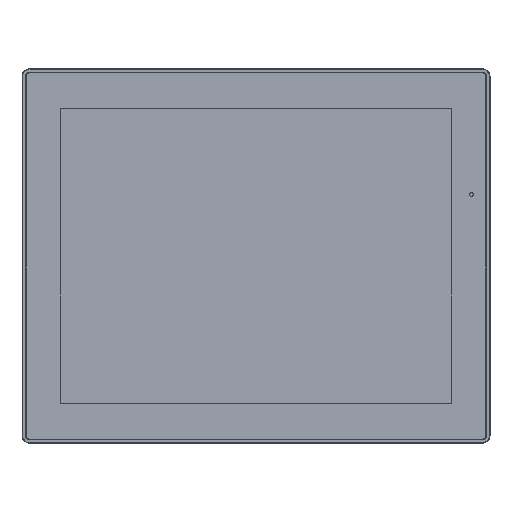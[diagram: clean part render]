
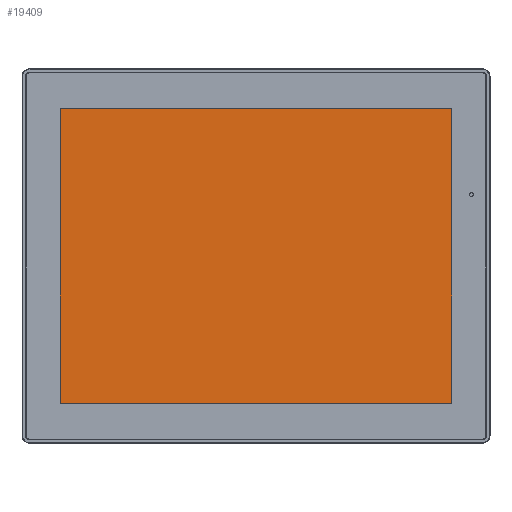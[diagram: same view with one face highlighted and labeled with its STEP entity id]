
A CAD part, top view. The second image highlights one B-rep face of the part: STEP entity #19409.
In plain terms, the highlighted planar face has unit normal (0, 0, 1).
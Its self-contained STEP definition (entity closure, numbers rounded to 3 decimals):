
#1263 = VERTEX_POINT ( 'NONE', #16631 ) ;
#1683 = VECTOR ( 'NONE', #42741, 1000. ) ;
#4157 = ORIENTED_EDGE ( 'NONE', *, *, #35588, .T. ) ;
#6806 = VECTOR ( 'NONE', #10598, 1000. ) ;
#10598 = DIRECTION ( 'NONE',  ( 1., 0., 0. ) ) ;
#12063 = CARTESIAN_POINT ( 'NONE',  ( 153., 115., 4.9 ) ) ;
#12658 = DIRECTION ( 'NONE',  ( 0., 1., 0. ) ) ;
#14576 = CARTESIAN_POINT ( 'NONE',  ( -153., -115., 4.9 ) ) ;
#15022 = EDGE_CURVE ( 'NONE', #1263, #43743, #15027, .T. ) ;
#15027 = LINE ( 'NONE', #36970, #1683 ) ;
#16631 = CARTESIAN_POINT ( 'NONE',  ( -153., 115., 4.9 ) ) ;
#17664 = VERTEX_POINT ( 'NONE', #20270 ) ;
#19306 = ORIENTED_EDGE ( 'NONE', *, *, #15022, .T. ) ;
#19409 = ADVANCED_FACE ( 'NONE', ( #37494 ), #21324, .F. ) ;
#20270 = CARTESIAN_POINT ( 'NONE',  ( 153., -115., 4.9 ) ) ;
#21324 = PLANE ( 'NONE',  #51703 ) ;
#22816 = LINE ( 'NONE', #50182, #39955 ) ;
#23519 = ORIENTED_EDGE ( 'NONE', *, *, #29547, .T. ) ;
#28938 = EDGE_LOOP ( 'NONE', ( #30752, #23519, #4157, #19306 ) ) ;
#29322 = VERTEX_POINT ( 'NONE', #12063 ) ;
#29547 = EDGE_CURVE ( 'NONE', #17664, #29322, #22816, .T. ) ;
#29786 = DIRECTION ( 'NONE',  ( -1., 0., 0. ) ) ;
#30752 = ORIENTED_EDGE ( 'NONE', *, *, #39468, .T. ) ;
#35588 = EDGE_CURVE ( 'NONE', #29322, #1263, #46031, .T. ) ;
#36970 = CARTESIAN_POINT ( 'NONE',  ( -153., 143.35, 4.9 ) ) ;
#37494 = FACE_OUTER_BOUND ( 'NONE', #28938, .T. ) ;
#39468 = EDGE_CURVE ( 'NONE', #43743, #17664, #54187, .T. ) ;
#39955 = VECTOR ( 'NONE', #49836, 1000. ) ;
#42741 = DIRECTION ( 'NONE',  ( 0., -1., 0. ) ) ;
#43743 = VERTEX_POINT ( 'NONE', #14576 ) ;
#46031 = LINE ( 'NONE', #57212, #46488 ) ;
#46488 = VECTOR ( 'NONE', #29786, 1000. ) ;
#49519 = CARTESIAN_POINT ( 'NONE',  ( 179.85, -115., 4.9 ) ) ;
#49836 = DIRECTION ( 'NONE',  ( 0., 1., 0. ) ) ;
#50182 = CARTESIAN_POINT ( 'NONE',  ( 153., 143.35, 4.9 ) ) ;
#50489 = CARTESIAN_POINT ( 'NONE',  ( 179.85, 143.35, 4.9 ) ) ;
#51703 = AXIS2_PLACEMENT_3D ( 'NONE', #50489, #56237, #12658 ) ;
#54187 = LINE ( 'NONE', #49519, #6806 ) ;
#56237 = DIRECTION ( 'NONE',  ( 0., 0., -1. ) ) ;
#57212 = CARTESIAN_POINT ( 'NONE',  ( 179.85, 115., 4.9 ) ) ;
